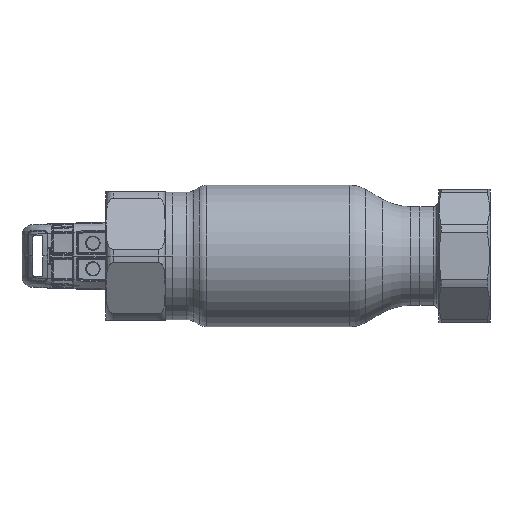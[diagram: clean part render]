
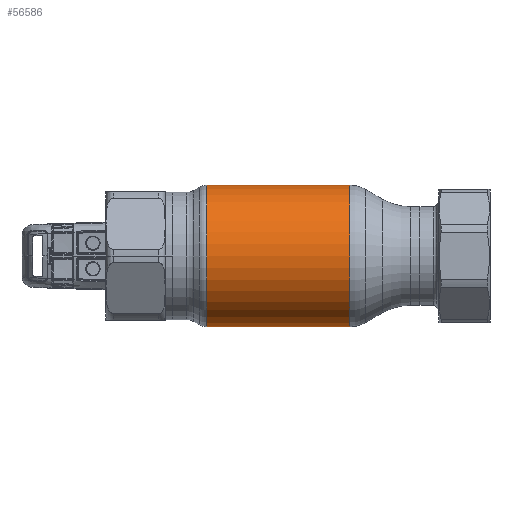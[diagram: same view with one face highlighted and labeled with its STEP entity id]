
A CAD part, front view. The second image highlights one B-rep face of the part: STEP entity #56586.
In plain terms, the highlighted cylindrical face has radius 27.5 mm (diameter 55 mm), a partial arc.
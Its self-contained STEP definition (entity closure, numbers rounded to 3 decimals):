
#358 = CARTESIAN_POINT ( 'NONE',  ( 62.69, 0., 27.5 ) ) ;
#486 = VERTEX_POINT ( 'NONE', #29102 ) ;
#6034 = EDGE_CURVE ( 'NONE', #486, #25379, #7368, .T. ) ;
#6744 = CARTESIAN_POINT ( 'NONE',  ( 62.69, 0., 0. ) ) ;
#7368 = CIRCLE ( 'NONE', #36395, 27.5 ) ;
#11023 = LINE ( 'NONE', #39219, #23369 ) ;
#11618 = EDGE_LOOP ( 'NONE', ( #22335, #34537, #44492, #50628 ) ) ;
#12310 = FACE_OUTER_BOUND ( 'NONE', #11618, .T. ) ;
#13235 = VERTEX_POINT ( 'NONE', #16156 ) ;
#14119 = CARTESIAN_POINT ( 'NONE',  ( -27.785, 0., -27.5 ) ) ;
#14949 = DIRECTION ( 'NONE',  ( 1., 0., 0. ) ) ;
#16156 = CARTESIAN_POINT ( 'NONE',  ( 27.785, 0., 27.5 ) ) ;
#16264 = EDGE_CURVE ( 'NONE', #25379, #33786, #11023, .T. ) ;
#19782 = AXIS2_PLACEMENT_3D ( 'NONE', #42715, #14949, #47384 ) ;
#22335 = ORIENTED_EDGE ( 'NONE', *, *, #34980, .F. ) ;
#23369 = VECTOR ( 'NONE', #43866, 1000. ) ;
#24335 = CIRCLE ( 'NONE', #19782, 27.5 ) ;
#24990 = CARTESIAN_POINT ( 'NONE',  ( -27.785, 0., 0. ) ) ;
#25379 = VERTEX_POINT ( 'NONE', #14119 ) ;
#25438 = DIRECTION ( 'NONE',  ( 0., 0., -1. ) ) ;
#25509 = AXIS2_PLACEMENT_3D ( 'NONE', #6744, #43655, #25438 ) ;
#26711 = EDGE_CURVE ( 'NONE', #13235, #33786, #24335, .T. ) ;
#28565 = VECTOR ( 'NONE', #32778, 1000. ) ;
#29102 = CARTESIAN_POINT ( 'NONE',  ( -27.785, 0., 27.5 ) ) ;
#29635 = DIRECTION ( 'NONE',  ( 0., 0., -1. ) ) ;
#32778 = DIRECTION ( 'NONE',  ( 1., 0., 0. ) ) ;
#33786 = VERTEX_POINT ( 'NONE', #38750 ) ;
#34537 = ORIENTED_EDGE ( 'NONE', *, *, #6034, .T. ) ;
#34980 = EDGE_CURVE ( 'NONE', #486, #13235, #53211, .T. ) ;
#36395 = AXIS2_PLACEMENT_3D ( 'NONE', #24990, #57422, #29635 ) ;
#38750 = CARTESIAN_POINT ( 'NONE',  ( 27.785, 0., -27.5 ) ) ;
#39219 = CARTESIAN_POINT ( 'NONE',  ( 62.69, 0., -27.5 ) ) ;
#42715 = CARTESIAN_POINT ( 'NONE',  ( 27.785, 0., 0. ) ) ;
#43655 = DIRECTION ( 'NONE',  ( 1., 0., 0. ) ) ;
#43866 = DIRECTION ( 'NONE',  ( 1., 0., 0. ) ) ;
#44492 = ORIENTED_EDGE ( 'NONE', *, *, #16264, .T. ) ;
#47384 = DIRECTION ( 'NONE',  ( 0., 0., -1. ) ) ;
#50628 = ORIENTED_EDGE ( 'NONE', *, *, #26711, .F. ) ;
#53211 = LINE ( 'NONE', #358, #28565 ) ;
#55825 = CYLINDRICAL_SURFACE ( 'NONE', #25509, 27.5 ) ;
#56586 = ADVANCED_FACE ( 'NONE', ( #12310 ), #55825, .T. ) ;
#57422 = DIRECTION ( 'NONE',  ( 1., 0., 0. ) ) ;
